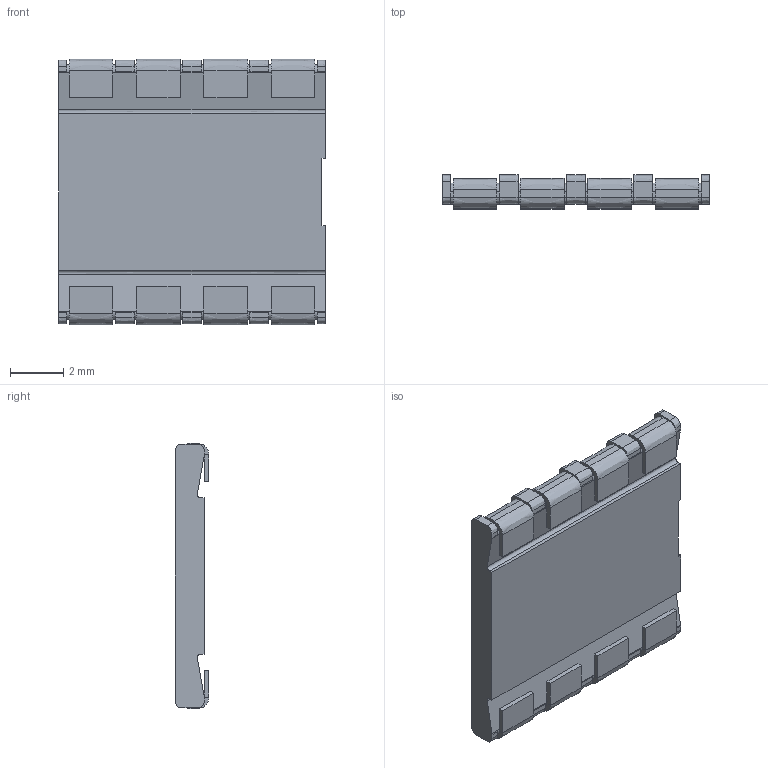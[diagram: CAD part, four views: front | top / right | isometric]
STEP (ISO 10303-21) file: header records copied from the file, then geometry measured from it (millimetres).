
FILE_DESCRIPTION((''),'2;1');
FILE_NAME('30701-11702_ASM','2007-06-11T',('minhn'),('Bourns, Inc.'),'PRO/ENGINEER BY PARAMETRIC TECHNOLOGY CORPORATION, 2001200','PRO/ENGINEER BY PARAMETRIC TECHNOLOGY CORPORATION, 2001200','');
FILE_SCHEMA(('AUTOMOTIVE_DESIGN_CC2 { 1 2 10303 214 -1 1 5 2 }'));
Length unit declared in the file: inch
Products named in the file (2): 33756-76902; 30701-11702_ASM
Assembly tree (1 placements, depth 2):
  30701-11702_ASM
    33756-76902
Bounding box: 10.06 x 1.27 x 10 mm (x, y, z)
Volume: 96.1 mm3; surface area: 346.1 mm2
Topology: 1 solids, 1 shells, 248 faces, 594 edges, 348 vertices
Faces by surface type: bspline 248
Entity records: 9536 total; most frequent: CARTESIAN_POINT 2705, ORIENTED_EDGE 1188, DIRECTION 744, PRESENTATION_STYLE_ASSIGNMENT 595, STYLED_ITEM 595, CURVE_STYLE 594, EDGE_CURVE 594, VECTOR 450
